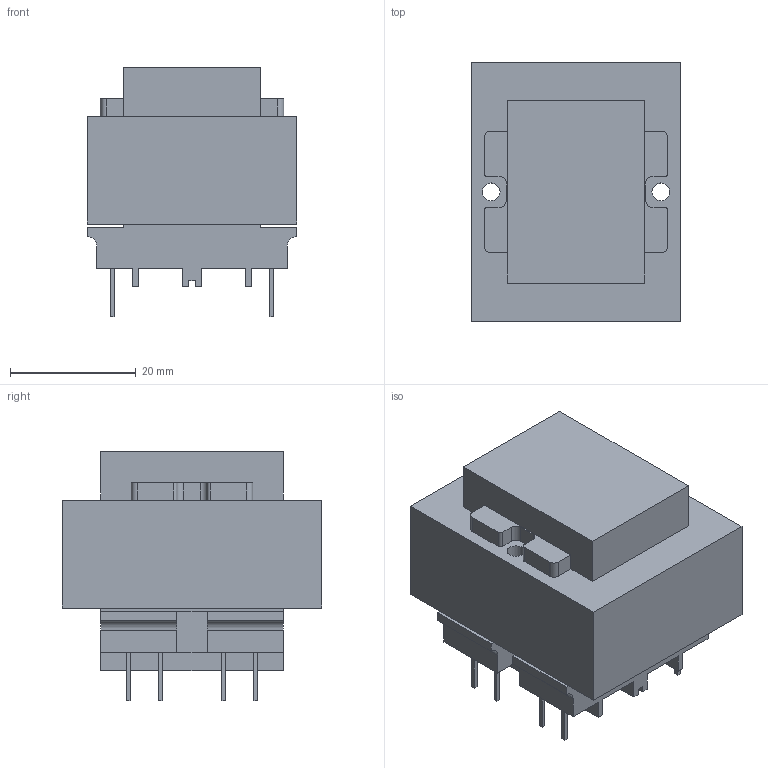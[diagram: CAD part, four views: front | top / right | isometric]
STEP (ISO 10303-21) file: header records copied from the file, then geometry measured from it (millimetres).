
FILE_DESCRIPTION(('FreeCAD Model'),'2;1');
FILE_NAME('Open CASCADE Shape Model','2024-11-05T14:28:33',( 'kicad StepUp'),('ksu MCAD'),'Open CASCADE STEP processor 7.8', 'FreeCAD','Unknown');
FILE_SCHEMA(('AUTOMOTIVE_DESIGN { 1 0 10303 214 1 1 1 1 }'));
Length unit declared in the file: millimetre
Products named in the file (1): Transformer_Triad_VPP16-310
Bounding box: 33.32 x 41.27 x 39.67 mm (x, y, z)
Volume: 34873.4 mm3; surface area: 8700.5 mm2
Topology: 1 solids, 1 shells, 122 faces, 330 edges, 220 vertices
Faces by surface type: plane 104, cylinder 18
Full cylindrical faces by diameter (mm): 2.845 x2
Entity records: 4649 total; most frequent: CARTESIAN_POINT 673, ORIENTED_EDGE 660, DIRECTION 612, EDGE_CURVE 330, LINE 294, VECTOR 294, VERTEX_POINT 220, AXIS2_PLACEMENT_3D 159
